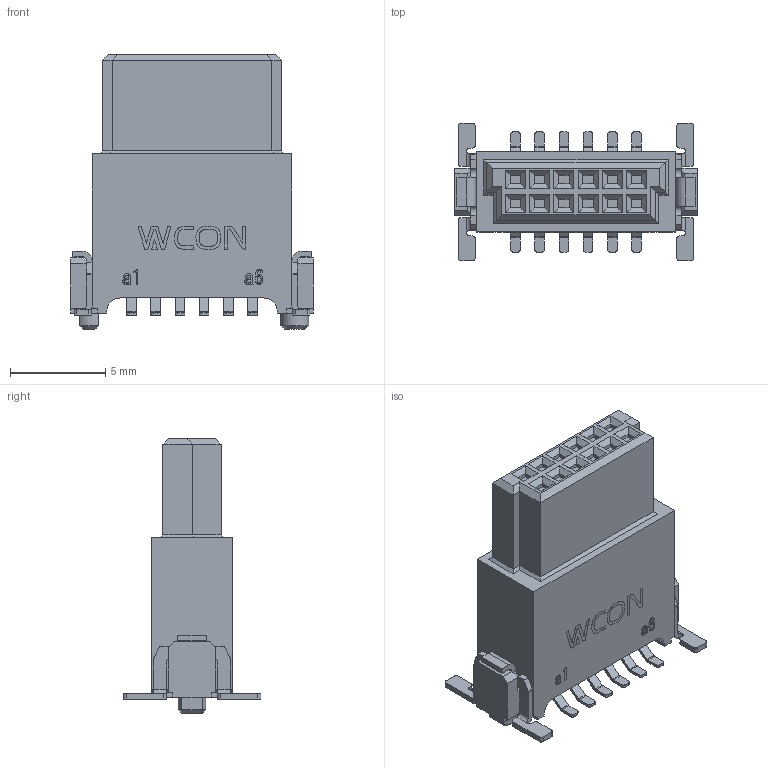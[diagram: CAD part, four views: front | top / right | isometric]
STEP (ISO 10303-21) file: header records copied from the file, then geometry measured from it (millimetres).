
FILE_DESCRIPTION( ('This file contains a STEP AP42 implementation' ,'as created by ZW3D STEP Interface translator.') ,'2;1' );
FILE_NAME( '3910-S012-136MS3WR1W.stp' ,'23 5 4.144914', (''), ('ZWCAD Software Co.'), 'Version 1.0', 'ZW3D to STEP translator', '' );
FILE_SCHEMA(('AUTOMOTIVE_DESIGN { 1 0 10303 214 1 1 1 1 }'));
Length unit declared in the file: millimetre
Products named in the file (2): 0; 3910-S012-136MS3WR1W
Bounding box: 12.7 x 7.2 x 14.4 mm (x, y, z)
Volume: 485.4 mm3; surface area: 630.8 mm2
Topology: 1 solids, 1 shells, 764 faces, 2039 edges, 1319 vertices
Faces by surface type: plane 563, cylinder 168, bspline 32, cone 1
Full cylindrical faces by diameter (mm): 1.45 x1
Entity records: 25899 total; most frequent: CARTESIAN_POINT 6679, ORIENTED_EDGE 4078, DIRECTION 3372, EDGE_CURVE 2039, VECTOR 1500, LINE 1500, VERTEX_POINT 1319, AXIS2_PLACEMENT_3D 936
